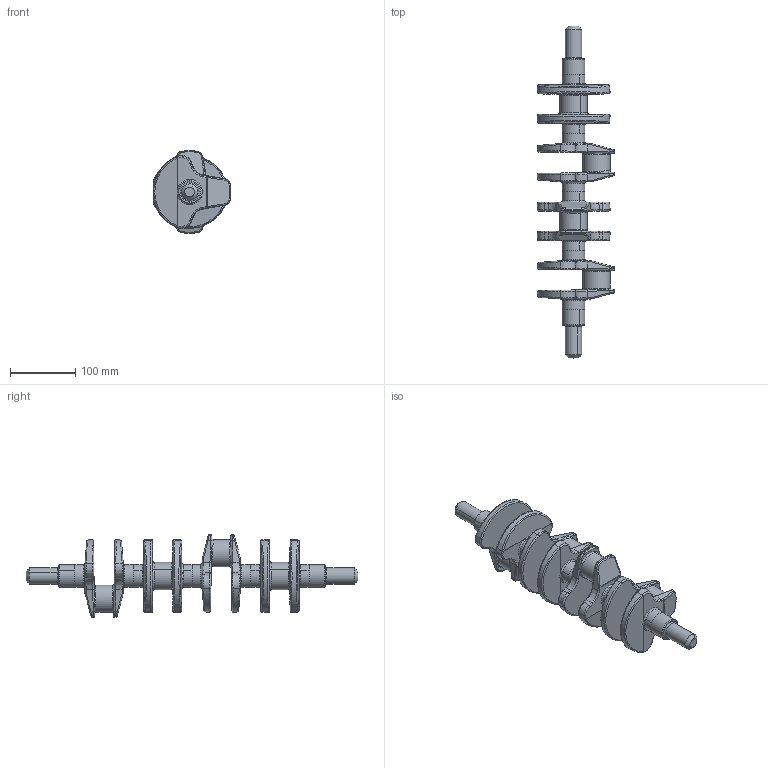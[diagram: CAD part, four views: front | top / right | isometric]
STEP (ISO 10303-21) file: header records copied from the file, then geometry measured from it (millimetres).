
FILE_DESCRIPTION(('CATIA V5 STEP Exchange'),'2;1');
FILE_NAME('crankshaft.stp','2026-02-22T01:13:07+00:00',('none'),('none'),'CATIA Version 5 Release 21 GA (IN-10)','CATIA V5 STEP AP203','none');
FILE_SCHEMA(('CONFIG_CONTROL_DESIGN'));
Length unit declared in the file: millimetre
Products named in the file (1): Part1
Bounding box: 119.78 x 510 x 127.13 mm (x, y, z)
Volume: 1201644.2 mm3; surface area: 183757.6 mm2
Topology: 1 solids, 1 shells, 552 faces, 1296 edges, 748 vertices
Faces by surface type: bspline 216, cylinder 136, plane 76, cone 72, torus 52
Entity records: 29762 total; most frequent: CARTESIAN_POINT 19417, ORIENTED_EDGE 2592, EDGE_CURVE 1296, DIRECTION 1244, VERTEX_POINT 748, B_SPLINE_CURVE_WITH_KNOTS 652, AXIS2_PLACEMENT_3D 617, EDGE_LOOP 554
